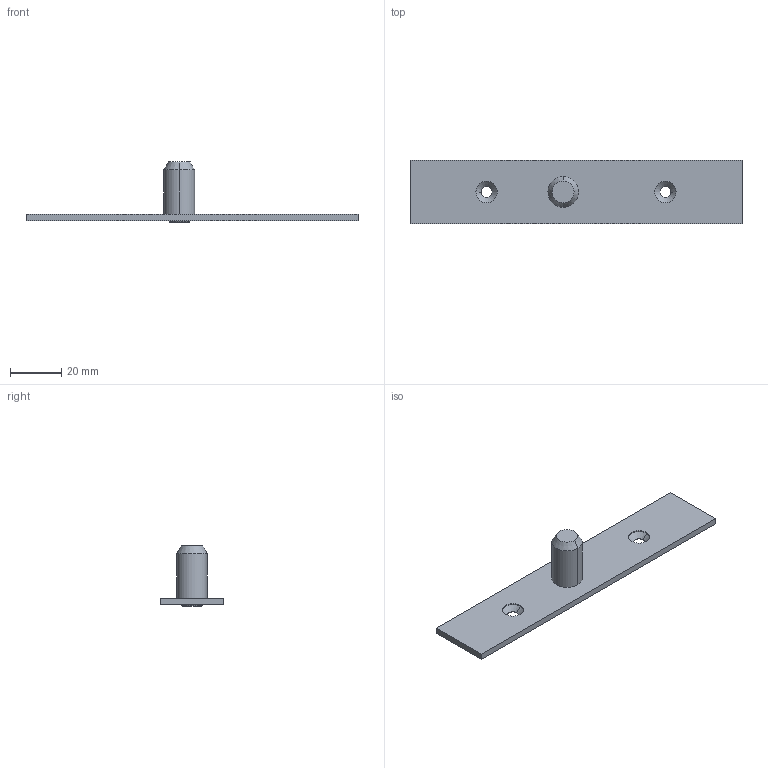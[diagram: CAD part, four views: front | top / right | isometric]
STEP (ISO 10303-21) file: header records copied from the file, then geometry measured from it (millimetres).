
FILE_DESCRIPTION(('STEP AP203'),'1');
FILE_NAME('1027.step','2023-07-12T10:02:32',(' '),(' '),'Spatial InterOp 3D',' ',' ');
FILE_SCHEMA(('CONFIG_CONTROL_DESIGN'));
Length unit declared in the file: millimetre
Products named in the file (2): 1; 2
Bounding box: 130 x 25 x 23.5 mm (x, y, z)
Volume: 10144.8 mm3; surface area: 8255.3 mm2
Topology: 2 solids, 2 shells, 41 faces, 88 edges, 51 vertices
Faces by surface type: cylinder 16, cone 14, plane 9, torus 2
Entity records: 1192 total; most frequent: DIRECTION 216, CARTESIAN_POINT 180, ORIENTED_EDGE 172, AXIS2_PLACEMENT_3D 87, EDGE_CURVE 86, VERTEX_POINT 51, EDGE_LOOP 49, CIRCLE 44
